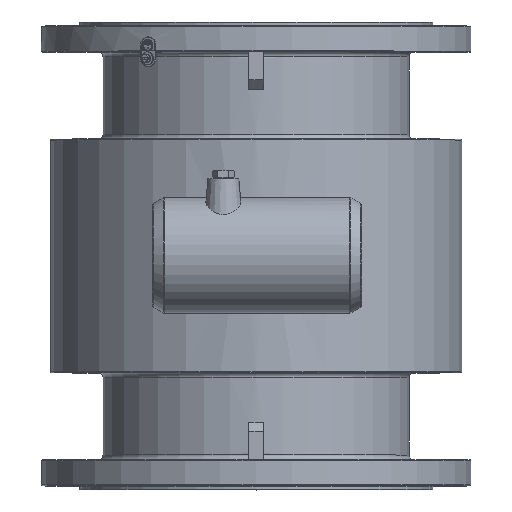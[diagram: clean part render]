
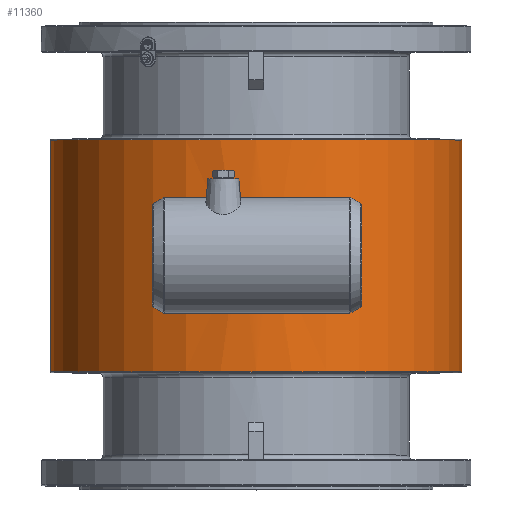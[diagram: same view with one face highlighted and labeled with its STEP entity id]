
A CAD part, top view. The second image highlights one B-rep face of the part: STEP entity #11360.
In plain terms, the highlighted cylindrical face has radius 220 mm (diameter 440 mm), a full revolution.
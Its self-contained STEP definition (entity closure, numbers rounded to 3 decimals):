
#284=FACE_BOUND('',#2208,.T.);
#1470=FACE_OUTER_BOUND('',#2207,.T.);
#2207=EDGE_LOOP('',(#8980,#8981,#8982,#8983));
#2208=EDGE_LOOP('',(#8984,#8985));
#2887=CIRCLE('',#12223,220.);
#2890=CIRCLE('',#12227,220.);
#3235=B_SPLINE_CURVE_WITH_KNOTS('',3,(#27641,#27642,#27643,#27644,#27645,
#27646,#27647,#27648,#27649,#27650,#27651,#27652,#27653,#27654,#27655,#27656,
#27657,#27658,#27659,#27660,#27661,#27662,#27663,#27664,#27665,#27666,#27667,
#27668,#27669,#27670,#27671,#27672,#27673,#27674,#27675),.UNSPECIFIED.,
 .F.,.F.,(4,2,2,2,2,2,2,2,3,2,2,2,2,2,2,2,4),(-3.166,-2.77,
-2.375,-1.979,-1.583,-1.187,
-0.792,-0.396,0.,0.396,0.792,
1.187,1.583,1.979,2.375,2.77,
3.166),.UNSPECIFIED.);
#3236=B_SPLINE_CURVE_WITH_KNOTS('',3,(#27676,#27677,#27678,#27679,#27680,
#27681,#27682,#27683,#27684,#27685,#27686,#27687,#27688,#27689,#27690,#27691,
#27692,#27693,#27694,#27695,#27696,#27697,#27698,#27699,#27700,#27701,#27702,
#27703,#27704,#27705,#27706,#27707,#27708,#27709),.UNSPECIFIED.,.F.,.F.,
(4,2,2,2,2,2,2,2,2,2,2,2,2,2,2,2,4),(3.166,3.562,
3.958,4.354,4.749,5.145,5.541,
5.937,6.332,6.728,7.124,7.52,
7.916,8.311,8.707,9.103,9.499),
 .UNSPECIFIED.);
#3825=LINE('',#27638,#4474);
#4474=VECTOR('',#13847,220.);
#5352=VERTEX_POINT('',#27630);
#5354=VERTEX_POINT('',#27636);
#5355=VERTEX_POINT('',#27639);
#5356=VERTEX_POINT('',#27640);
#6679=EDGE_CURVE('',#5352,#5352,#2887,.T.);
#6682=EDGE_CURVE('',#5354,#5354,#2890,.T.);
#6683=EDGE_CURVE('',#5354,#5352,#3825,.T.);
#6684=EDGE_CURVE('',#5355,#5356,#3235,.T.);
#6685=EDGE_CURVE('',#5356,#5355,#3236,.T.);
#8980=ORIENTED_EDGE('',*,*,#6682,.F.);
#8981=ORIENTED_EDGE('',*,*,#6683,.T.);
#8982=ORIENTED_EDGE('',*,*,#6679,.F.);
#8983=ORIENTED_EDGE('',*,*,#6683,.F.);
#8984=ORIENTED_EDGE('',*,*,#6684,.T.);
#8985=ORIENTED_EDGE('',*,*,#6685,.T.);
#11047=CYLINDRICAL_SURFACE('',#12226,220.);
#11360=ADVANCED_FACE('',(#1470,#284),#11047,.T.);
#12223=AXIS2_PLACEMENT_3D('',#27631,#13837,#13838);
#12226=AXIS2_PLACEMENT_3D('',#27635,#13843,#13844);
#12227=AXIS2_PLACEMENT_3D('',#27637,#13845,#13846);
#13837=DIRECTION('center_axis',(0.,0.,
1.));
#13838=DIRECTION('ref_axis',(0.,1.,0.));
#13843=DIRECTION('center_axis',(0.,0.,
-1.));
#13844=DIRECTION('ref_axis',(0.,-1.,0.));
#13845=DIRECTION('center_axis',(0.,0.,
-1.));
#13846=DIRECTION('ref_axis',(0.,1.,0.));
#13847=DIRECTION('',(0.,0.,1.));
#27630=CARTESIAN_POINT('',(95.,630.25,124.));
#27631=CARTESIAN_POINT('Origin',(95.,410.25,124.));
#27635=CARTESIAN_POINT('Origin',(95.,410.25,0.));
#27636=CARTESIAN_POINT('',(95.,630.25,-124.));
#27637=CARTESIAN_POINT('Origin',(95.,410.25,-124.));
#27638=CARTESIAN_POINT('',(95.,630.25,0.));
#27639=CARTESIAN_POINT('',(95.,190.25,21.));
#27640=CARTESIAN_POINT('',(95.,190.25,-21.));
#27641=CARTESIAN_POINT('Ctrl Pts',(95.,190.25,21.));
#27642=CARTESIAN_POINT('Ctrl Pts',(96.319,190.25,21.));
#27643=CARTESIAN_POINT('Ctrl Pts',(97.683,190.262,20.874));
#27644=CARTESIAN_POINT('Ctrl Pts',(100.396,190.312,20.342));
#27645=CARTESIAN_POINT('Ctrl Pts',(101.745,190.35,19.936));
#27646=CARTESIAN_POINT('Ctrl Pts',(104.332,190.444,18.865));
#27647=CARTESIAN_POINT('Ctrl Pts',(105.572,190.501,18.197));
#27648=CARTESIAN_POINT('Ctrl Pts',(107.865,190.623,16.656));
#27649=CARTESIAN_POINT('Ctrl Pts',(108.917,190.689,15.781));
#27650=CARTESIAN_POINT('Ctrl Pts',(110.781,190.815,13.917));
#27651=CARTESIAN_POINT('Ctrl Pts',(111.656,190.88,12.865));
#27652=CARTESIAN_POINT('Ctrl Pts',(113.197,191.003,10.572));
#27653=CARTESIAN_POINT('Ctrl Pts',(113.865,191.06,9.332));
#27654=CARTESIAN_POINT('Ctrl Pts',(114.936,191.155,6.745));
#27655=CARTESIAN_POINT('Ctrl Pts',(115.342,191.192,5.396));
#27656=CARTESIAN_POINT('Ctrl Pts',(115.874,191.242,2.683));
#27657=CARTESIAN_POINT('Ctrl Pts',(116.,191.255,1.319));
#27658=CARTESIAN_POINT('Ctrl Pts',(116.,191.255,0.));
#27659=CARTESIAN_POINT('Ctrl Pts',(116.,191.255,-1.319));
#27660=CARTESIAN_POINT('Ctrl Pts',(115.874,191.242,-2.683));
#27661=CARTESIAN_POINT('Ctrl Pts',(115.342,191.192,-5.396));
#27662=CARTESIAN_POINT('Ctrl Pts',(114.936,191.155,-6.745));
#27663=CARTESIAN_POINT('Ctrl Pts',(113.865,191.06,-9.332));
#27664=CARTESIAN_POINT('Ctrl Pts',(113.197,191.003,-10.572));
#27665=CARTESIAN_POINT('Ctrl Pts',(111.656,190.88,-12.865));
#27666=CARTESIAN_POINT('Ctrl Pts',(110.781,190.815,-13.917));
#27667=CARTESIAN_POINT('Ctrl Pts',(108.917,190.689,-15.781));
#27668=CARTESIAN_POINT('Ctrl Pts',(107.865,190.623,-16.656));
#27669=CARTESIAN_POINT('Ctrl Pts',(105.572,190.501,-18.197));
#27670=CARTESIAN_POINT('Ctrl Pts',(104.332,190.444,-18.865));
#27671=CARTESIAN_POINT('Ctrl Pts',(101.745,190.35,-19.936));
#27672=CARTESIAN_POINT('Ctrl Pts',(100.396,190.312,-20.342));
#27673=CARTESIAN_POINT('Ctrl Pts',(97.683,190.262,-20.874));
#27674=CARTESIAN_POINT('Ctrl Pts',(96.319,190.25,-21.));
#27675=CARTESIAN_POINT('Ctrl Pts',(95.,190.25,-21.));
#27676=CARTESIAN_POINT('Ctrl Pts',(95.,190.25,-21.));
#27677=CARTESIAN_POINT('Ctrl Pts',(93.681,190.25,-21.));
#27678=CARTESIAN_POINT('Ctrl Pts',(92.317,190.262,-20.874));
#27679=CARTESIAN_POINT('Ctrl Pts',(89.604,190.312,-20.342));
#27680=CARTESIAN_POINT('Ctrl Pts',(88.255,190.35,-19.936));
#27681=CARTESIAN_POINT('Ctrl Pts',(85.668,190.444,-18.865));
#27682=CARTESIAN_POINT('Ctrl Pts',(84.428,190.501,-18.197));
#27683=CARTESIAN_POINT('Ctrl Pts',(82.135,190.623,-16.656));
#27684=CARTESIAN_POINT('Ctrl Pts',(81.083,190.689,-15.781));
#27685=CARTESIAN_POINT('Ctrl Pts',(79.219,190.815,-13.917));
#27686=CARTESIAN_POINT('Ctrl Pts',(78.344,190.88,-12.865));
#27687=CARTESIAN_POINT('Ctrl Pts',(76.803,191.003,-10.572));
#27688=CARTESIAN_POINT('Ctrl Pts',(76.135,191.06,-9.332));
#27689=CARTESIAN_POINT('Ctrl Pts',(75.064,191.155,-6.745));
#27690=CARTESIAN_POINT('Ctrl Pts',(74.658,191.192,-5.396));
#27691=CARTESIAN_POINT('Ctrl Pts',(74.126,191.242,-2.683));
#27692=CARTESIAN_POINT('Ctrl Pts',(74.,191.255,-1.319));
#27693=CARTESIAN_POINT('Ctrl Pts',(74.,191.255,1.319));
#27694=CARTESIAN_POINT('Ctrl Pts',(74.126,191.242,2.683));
#27695=CARTESIAN_POINT('Ctrl Pts',(74.658,191.192,5.396));
#27696=CARTESIAN_POINT('Ctrl Pts',(75.064,191.155,6.745));
#27697=CARTESIAN_POINT('Ctrl Pts',(76.135,191.06,9.332));
#27698=CARTESIAN_POINT('Ctrl Pts',(76.803,191.003,10.572));
#27699=CARTESIAN_POINT('Ctrl Pts',(78.344,190.88,12.865));
#27700=CARTESIAN_POINT('Ctrl Pts',(79.219,190.815,13.917));
#27701=CARTESIAN_POINT('Ctrl Pts',(81.083,190.689,15.781));
#27702=CARTESIAN_POINT('Ctrl Pts',(82.135,190.623,16.656));
#27703=CARTESIAN_POINT('Ctrl Pts',(84.428,190.501,18.197));
#27704=CARTESIAN_POINT('Ctrl Pts',(85.668,190.444,18.865));
#27705=CARTESIAN_POINT('Ctrl Pts',(88.255,190.35,19.936));
#27706=CARTESIAN_POINT('Ctrl Pts',(89.604,190.312,20.342));
#27707=CARTESIAN_POINT('Ctrl Pts',(92.317,190.262,20.874));
#27708=CARTESIAN_POINT('Ctrl Pts',(93.681,190.25,21.));
#27709=CARTESIAN_POINT('Ctrl Pts',(95.,190.25,21.));
